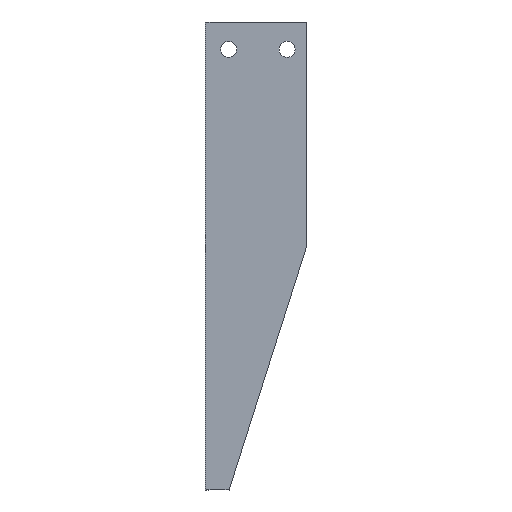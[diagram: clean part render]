
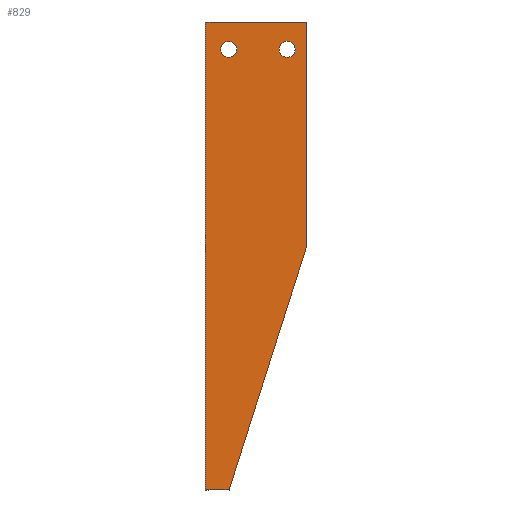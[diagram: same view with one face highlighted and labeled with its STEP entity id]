
A CAD part, left-side view. The second image highlights one B-rep face of the part: STEP entity #829.
In plain terms, the highlighted planar face has unit normal (-1, 0, 0).
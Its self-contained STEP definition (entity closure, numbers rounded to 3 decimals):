
#26=FACE_BOUND('',#107,.T.);
#27=FACE_BOUND('',#108,.T.);
#42=CIRCLE('',#893,4.1);
#43=CIRCLE('',#894,4.1);
#66=FACE_OUTER_BOUND('',#106,.T.);
#106=EDGE_LOOP('',(#532,#533,#534,#535,#536,#537,#538));
#107=EDGE_LOOP('',(#539));
#108=EDGE_LOOP('',(#540));
#162=LINE('',#1180,#252);
#163=LINE('',#1182,#253);
#164=LINE('',#1184,#254);
#165=LINE('',#1186,#255);
#166=LINE('',#1188,#256);
#167=LINE('',#1190,#257);
#168=LINE('',#1191,#258);
#252=VECTOR('',#960,10.);
#253=VECTOR('',#961,10.);
#254=VECTOR('',#962,10.);
#255=VECTOR('',#963,10.);
#256=VECTOR('',#964,10.);
#257=VECTOR('',#965,10.);
#258=VECTOR('',#966,10.);
#342=VERTEX_POINT('',#1178);
#343=VERTEX_POINT('',#1179);
#344=VERTEX_POINT('',#1181);
#345=VERTEX_POINT('',#1183);
#346=VERTEX_POINT('',#1185);
#347=VERTEX_POINT('',#1187);
#348=VERTEX_POINT('',#1189);
#349=VERTEX_POINT('',#1192);
#350=VERTEX_POINT('',#1194);
#418=EDGE_CURVE('',#342,#343,#162,.T.);
#419=EDGE_CURVE('',#342,#344,#163,.T.);
#420=EDGE_CURVE('',#345,#344,#164,.T.);
#421=EDGE_CURVE('',#345,#346,#165,.T.);
#422=EDGE_CURVE('',#346,#347,#166,.T.);
#423=EDGE_CURVE('',#347,#348,#167,.T.);
#424=EDGE_CURVE('',#343,#348,#168,.T.);
#425=EDGE_CURVE('',#349,#349,#42,.T.);
#426=EDGE_CURVE('',#350,#350,#43,.T.);
#532=ORIENTED_EDGE('',*,*,#418,.F.);
#533=ORIENTED_EDGE('',*,*,#419,.T.);
#534=ORIENTED_EDGE('',*,*,#420,.F.);
#535=ORIENTED_EDGE('',*,*,#421,.T.);
#536=ORIENTED_EDGE('',*,*,#422,.T.);
#537=ORIENTED_EDGE('',*,*,#423,.T.);
#538=ORIENTED_EDGE('',*,*,#424,.F.);
#539=ORIENTED_EDGE('',*,*,#425,.T.);
#540=ORIENTED_EDGE('',*,*,#426,.T.);
#760=PLANE('',#892);
#829=ADVANCED_FACE('',(#66,#26,#27),#760,.T.);
#892=AXIS2_PLACEMENT_3D('',#1177,#958,#959);
#893=AXIS2_PLACEMENT_3D('',#1193,#967,#968);
#894=AXIS2_PLACEMENT_3D('',#1195,#969,#970);
#958=DIRECTION('center_axis',(-1.,0.,0.));
#959=DIRECTION('ref_axis',(0.,0.,1.));
#960=DIRECTION('',(0.,1.,0.));
#961=DIRECTION('',(0.,-0.303,0.953));
#962=DIRECTION('',(0.,0.,-1.));
#963=DIRECTION('',(0.,1.,0.));
#964=DIRECTION('',(0.,1.,0.));
#965=DIRECTION('',(0.,0.,-1.));
#966=DIRECTION('',(0.,1.,0.));
#967=DIRECTION('center_axis',(1.,0.,0.));
#968=DIRECTION('ref_axis',(0.,1.,0.));
#969=DIRECTION('center_axis',(1.,0.,0.));
#970=DIRECTION('ref_axis',(0.,1.,0.));
#1177=CARTESIAN_POINT('Origin',(-82.3,15.393,-120.));
#1178=CARTESIAN_POINT('',(-82.3,-10.724,-240.));
#1179=CARTESIAN_POINT('',(-82.3,-1.5,-240.));
#1180=CARTESIAN_POINT('',(-82.3,-50.407,-240.));
#1181=CARTESIAN_POINT('',(-82.3,-50.407,-115.));
#1182=CARTESIAN_POINT('',(-82.3,-27.94,-185.772));
#1183=CARTESIAN_POINT('',(-82.3,-50.407,0.));
#1184=CARTESIAN_POINT('',(-82.3,-50.407,0.));
#1185=CARTESIAN_POINT('',(-82.3,-1.5,0.));
#1186=CARTESIAN_POINT('',(-82.3,6.946,0.));
#1187=CARTESIAN_POINT('',(-82.3,1.5,0.));
#1188=CARTESIAN_POINT('',(-82.3,6.946,0.));
#1189=CARTESIAN_POINT('',(-82.3,1.5,-240.));
#1190=CARTESIAN_POINT('',(-82.3,1.5,-120.));
#1191=CARTESIAN_POINT('',(-82.3,9.759,-240.));
#1192=CARTESIAN_POINT('',(-82.3,-14.507,-14.));
#1193=CARTESIAN_POINT('Origin',(-82.3,-10.407,-14.));
#1194=CARTESIAN_POINT('',(-82.3,-44.507,-14.));
#1195=CARTESIAN_POINT('Origin',(-82.3,-40.407,-14.));
